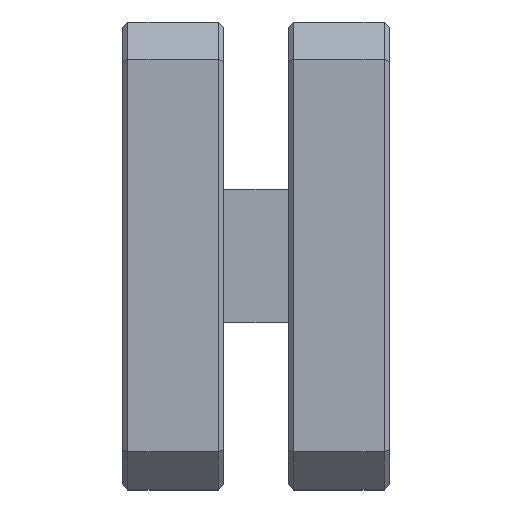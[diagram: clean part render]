
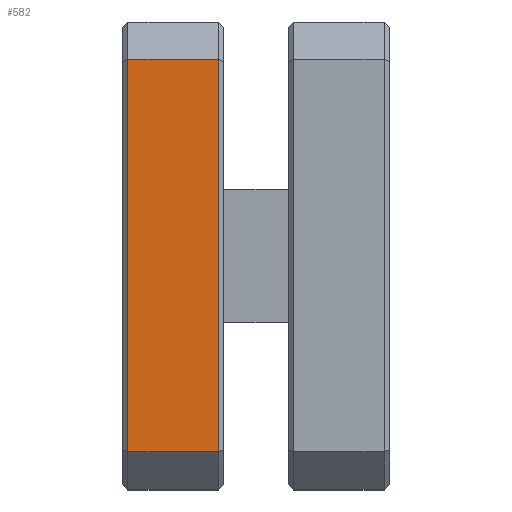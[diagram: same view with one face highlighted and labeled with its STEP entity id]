
A CAD part, top view. The second image highlights one B-rep face of the part: STEP entity #582.
In plain terms, the highlighted planar face has unit normal (0, 0, 1).
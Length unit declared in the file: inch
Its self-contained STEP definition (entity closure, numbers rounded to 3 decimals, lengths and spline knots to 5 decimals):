
#59 = EDGE_CURVE ( 'NONE', #1178, #459, #251, .T. ) ;
#124 = DIRECTION ( 'NONE',  ( -1., 0., 0. ) ) ;
#151 = CARTESIAN_POINT ( 'NONE',  ( 0.01, -0.4375, 0.4375 ) ) ;
#161 = VECTOR ( 'NONE', #124, 39.37008 ) ;
#210 = FACE_OUTER_BOUND ( 'NONE', #1509, .T. ) ;
#251 = LINE ( 'NONE', #2149, #161 ) ;
#344 = VECTOR ( 'NONE', #1903, 39.37008 ) ;
#459 = VERTEX_POINT ( 'NONE', #595 ) ;
#557 = DIRECTION ( 'NONE',  ( 0., -1., 0. ) ) ;
#579 = DIRECTION ( 'NONE',  ( 0., 0., -1. ) ) ;
#582 = ADVANCED_FACE ( 'NONE', ( #210 ), #1191, .F. ) ;
#595 = CARTESIAN_POINT ( 'NONE',  ( 0.01, 0.3675, 0.4375 ) ) ;
#711 = EDGE_CURVE ( 'NONE', #782, #1926, #2393, .T. ) ;
#732 = LINE ( 'NONE', #151, #1563 ) ;
#762 = AXIS2_PLACEMENT_3D ( 'NONE', #2257, #579, #1705 ) ;
#782 = VERTEX_POINT ( 'NONE', #1503 ) ;
#935 = CARTESIAN_POINT ( 'NONE',  ( 0.19, -0.3675, 0.4375 ) ) ;
#1149 = CARTESIAN_POINT ( 'NONE',  ( 0.18, 0.3675, 0.4375 ) ) ;
#1178 = VERTEX_POINT ( 'NONE', #1486 ) ;
#1191 = PLANE ( 'NONE',  #762 ) ;
#1196 = LINE ( 'NONE', #1149, #344 ) ;
#1258 = EDGE_CURVE ( 'NONE', #459, #782, #732, .T. ) ;
#1266 = VECTOR ( 'NONE', #1453, 39.37008 ) ;
#1320 = EDGE_CURVE ( 'NONE', #1926, #1178, #1196, .T. ) ;
#1364 = ORIENTED_EDGE ( 'NONE', *, *, #711, .T. ) ;
#1453 = DIRECTION ( 'NONE',  ( 1., 0., 0. ) ) ;
#1486 = CARTESIAN_POINT ( 'NONE',  ( 0.18, 0.3675, 0.4375 ) ) ;
#1503 = CARTESIAN_POINT ( 'NONE',  ( 0.01, -0.3675, 0.4375 ) ) ;
#1509 = EDGE_LOOP ( 'NONE', ( #1844, #2426, #1364, #1722 ) ) ;
#1563 = VECTOR ( 'NONE', #557, 39.37008 ) ;
#1705 = DIRECTION ( 'NONE',  ( -1., 0., 0. ) ) ;
#1722 = ORIENTED_EDGE ( 'NONE', *, *, #1320, .T. ) ;
#1844 = ORIENTED_EDGE ( 'NONE', *, *, #59, .T. ) ;
#1903 = DIRECTION ( 'NONE',  ( 0., 1., 0. ) ) ;
#1926 = VERTEX_POINT ( 'NONE', #2090 ) ;
#2090 = CARTESIAN_POINT ( 'NONE',  ( 0.18, -0.3675, 0.4375 ) ) ;
#2149 = CARTESIAN_POINT ( 'NONE',  ( 0.19, 0.3675, 0.4375 ) ) ;
#2257 = CARTESIAN_POINT ( 'NONE',  ( 0.19, -0.4375, 0.4375 ) ) ;
#2393 = LINE ( 'NONE', #935, #1266 ) ;
#2426 = ORIENTED_EDGE ( 'NONE', *, *, #1258, .T. ) ;
